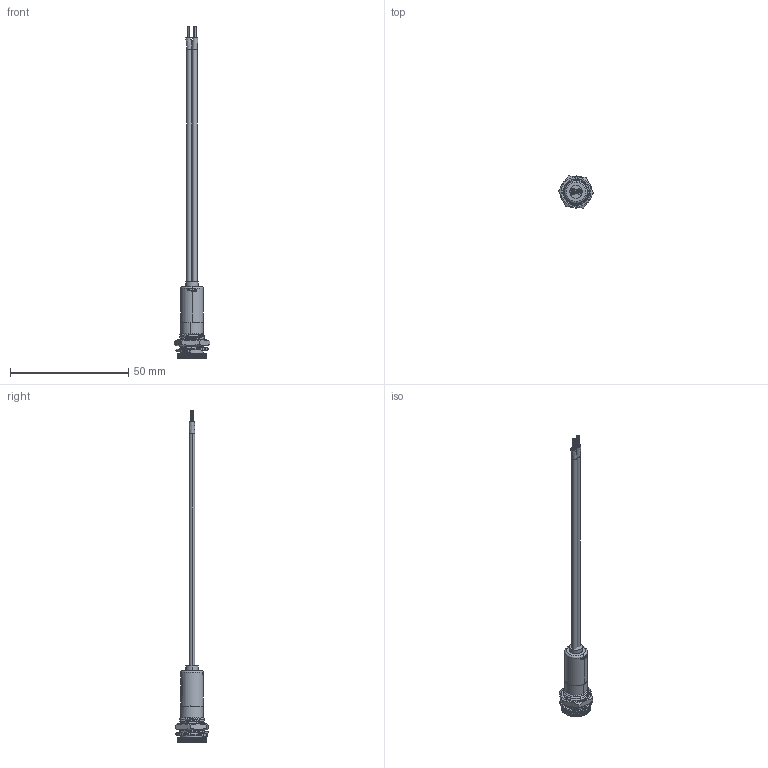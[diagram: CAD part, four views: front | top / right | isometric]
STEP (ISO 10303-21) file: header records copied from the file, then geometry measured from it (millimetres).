
FILE_DESCRIPTION (( 'STEP AP203' ), '1' );
FILE_NAME ('10-02878_revA.STEP', '2019-02-12T00:21:33', ( '' ), ( '' ), 'SwSTEP 2.0', 'SolidWorks 2015', '' );
FILE_SCHEMA (( 'CONFIG_CONTROL_DESIGN' ));
Length unit declared in the file: millimetre
Products named in the file (14): 54-00063-1; 54-00063-4; 54-00063-5; 30-00415_5mm s+t; 54-00063-2; 54-00063_ASM; 10-02878_revA; 54-00063_Nickel Plating; 54-00063-6; 54-00063; 54-00063-8; 54-00063-3; 56-00001_Helical - Render; 24-00234
Assembly tree (13 placements, depth 4):
  10-02878_revA
    30-00415_5mm s+t
    24-00234
    54-00063
      54-00063_Nickel Plating
      54-00063_ASM
        54-00063-1
        54-00063-2
        54-00063-3
        54-00063-4
        54-00063-5
        54-00063-8
      54-00063-6
      56-00001_Helical - Render
Bounding box: 14.95 x 13.64 x 140.1 mm (x, y, z)
Volume: 3032.1 mm3; surface area: 11554.1 mm2
Topology: 180 solids, 180 shells, 1208 faces, 2451 edges, 1616 vertices
Faces by surface type: plane 577, cylinder 507, bspline 86, cone 36, torus 2
Entity records: 39821 total; most frequent: CARTESIAN_POINT 13563, DIRECTION 5168, ORIENTED_EDGE 4886, EDGE_CURVE 2443, AXIS2_PLACEMENT_3D 2164, VERTEX_POINT 1616, EDGE_LOOP 1249, ADVANCED_FACE 1208
